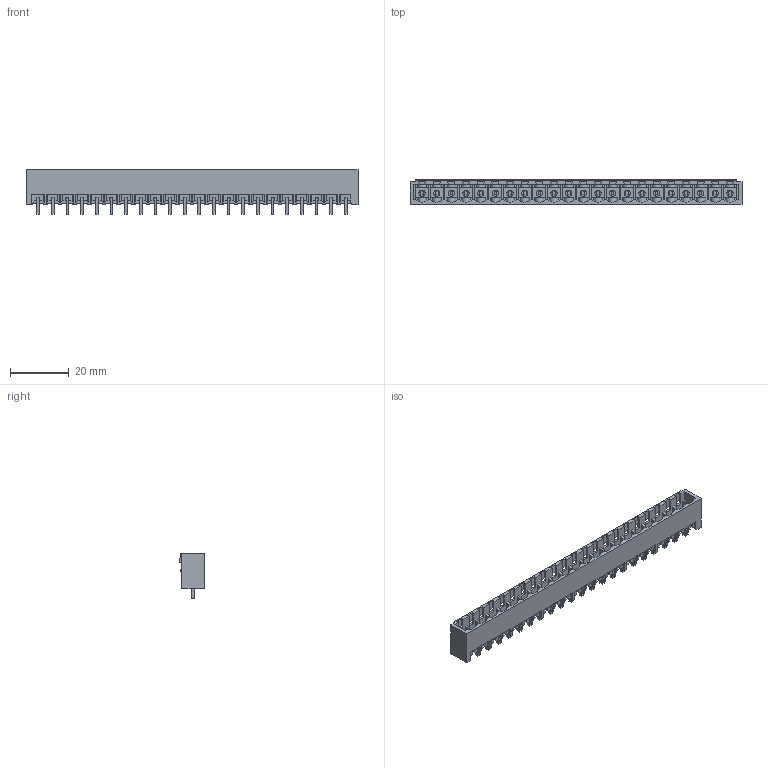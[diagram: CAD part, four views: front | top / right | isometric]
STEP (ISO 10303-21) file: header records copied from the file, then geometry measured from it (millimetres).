
FILE_DESCRIPTION(('CATIA V5 STEP Exchange','CAx-IF Rec.Pracs.--- Model Styling and Organization---1.2---2011-12-15'),'2;1');
FILE_NAME ('D1457153_0_1841360000_1841360000.stp','2018-04-11T11:15:28+00:00',('none'),('Weidmueller'),'CATIA Version 5-6 Release 2014','CATIA V5 STEP AP214','none');
FILE_SCHEMA(('AUTOMOTIVE_DESIGN { 1 0 10303 214 1 1 1 1 }'));
Length unit declared in the file: millimetre
Products named in the file (1): 1841360000
Bounding box: 113.2 x 8.43 x 15.2 mm (x, y, z)
Volume: 3996.1 mm3; surface area: 9758.2 mm2
Topology: 23 solids, 23 shells, 1509 faces, 4611 edges, 3106 vertices
Faces by surface type: plane 1273, cylinder 196, extrusion 40
Entity records: 48225 total; most frequent: CARTESIAN_POINT 10142, ORIENTED_EDGE 9222, DIRECTION 5866, EDGE_CURVE 4611, VECTOR 3842, LINE 3802, VERTEX_POINT 3106, EDGE_LOOP 1555
